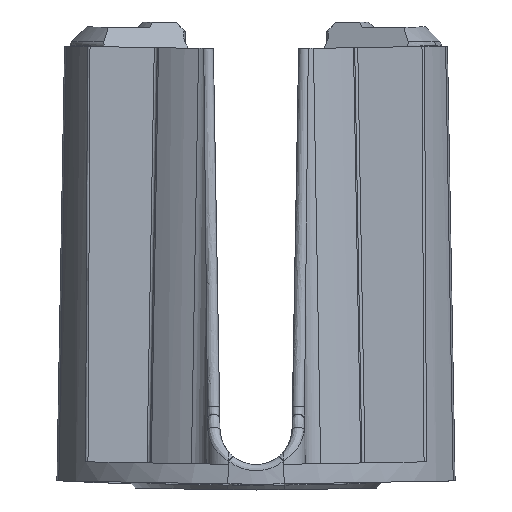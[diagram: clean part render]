
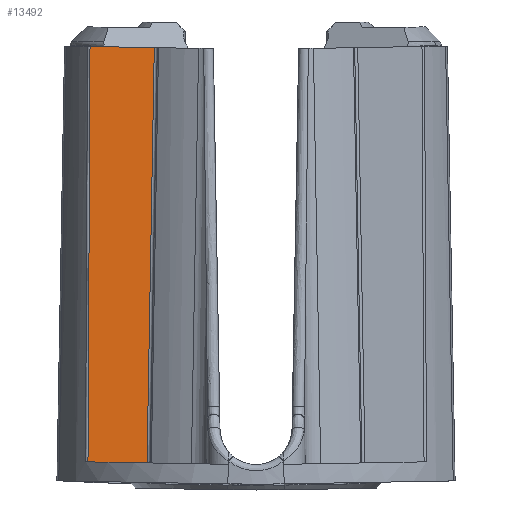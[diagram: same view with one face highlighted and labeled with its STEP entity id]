
A CAD part, left-side view. The second image highlights one B-rep face of the part: STEP entity #13492.
In plain terms, the highlighted planar face has unit normal (-1, 0, 0.017).
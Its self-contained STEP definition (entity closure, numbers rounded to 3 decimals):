
#452 = EDGE_LOOP ( 'NONE', ( #18710, #7899, #4106, #22604 ) ) ;
#1198 = CARTESIAN_POINT ( 'NONE',  ( -10.596, 10.532, 0.164 ) ) ;
#2938 = CARTESIAN_POINT ( 'NONE',  ( -10.002, 8.328, 34.131 ) ) ;
#4106 = ORIENTED_EDGE ( 'NONE', *, *, #27586, .T. ) ;
#6799 = VERTEX_POINT ( 'NONE', #14185 ) ;
#7899 = ORIENTED_EDGE ( 'NONE', *, *, #29173, .T. ) ;
#9338 = CARTESIAN_POINT ( 'NONE',  ( -10.2, 8.526, 22.799 ) ) ;
#9702 = FACE_OUTER_BOUND ( 'NONE', #452, .T. ) ;
#12716 = B_SPLINE_CURVE_WITH_KNOTS ( 'NONE', 3,
 ( #29471, #1198, #25582, #29265 ),
 .UNSPECIFIED., .F., .F.,
 ( 4, 4 ),
 ( 0., 1. ),
 .UNSPECIFIED. ) ;
#13492 = ADVANCED_FACE ( 'NONE', ( #9702 ), #34484, .T. ) ;
#14185 = CARTESIAN_POINT ( 'NONE',  ( -10.596, 8.921, 0.136 ) ) ;
#14940 = CARTESIAN_POINT ( 'NONE',  ( -10.596, 13.754, 0.22 ) ) ;
#15519 = CARTESIAN_POINT ( 'NONE',  ( -10.596, 8.921, 0.136 ) ) ;
#16376 = CARTESIAN_POINT ( 'NONE',  ( -10.002, 11.835, 34.192 ) ) ;
#16437 = VERTEX_POINT ( 'NONE', #35708 ) ;
#18710 = ORIENTED_EDGE ( 'NONE', *, *, #25706, .F. ) ;
#19274 = CARTESIAN_POINT ( 'NONE',  ( -10.002, 10.081, 34.161 ) ) ;
#21055 = VERTEX_POINT ( 'NONE', #25042 ) ;
#21932 = CARTESIAN_POINT ( 'NONE',  ( -10.398, 8.723, 11.467 ) ) ;
#22293 = DIRECTION ( 'NONE',  ( 0.017, -0.017, 1. ) ) ;
#22604 = ORIENTED_EDGE ( 'NONE', *, *, #33457, .F. ) ;
#24661 = CARTESIAN_POINT ( 'NONE',  ( -10.398, 13.699, 11.554 ) ) ;
#24981 = DIRECTION ( 'NONE',  ( -1., 0., 0.017 ) ) ;
#25042 = CARTESIAN_POINT ( 'NONE',  ( -10.596, 13.754, 0.22 ) ) ;
#25582 = CARTESIAN_POINT ( 'NONE',  ( -10.596, 12.143, 0.192 ) ) ;
#25706 = EDGE_CURVE ( 'NONE', #16437, #6799, #33821, .T. ) ;
#26724 = AXIS2_PLACEMENT_3D ( 'NONE', #31366, #24981, #22293 ) ;
#27586 = EDGE_CURVE ( 'NONE', #30451, #21055, #33213, .T. ) ;
#28290 = CARTESIAN_POINT ( 'NONE',  ( -10.002, 13.588, 34.223 ) ) ;
#29173 = EDGE_CURVE ( 'NONE', #16437, #30451, #31070, .T. ) ;
#29265 = CARTESIAN_POINT ( 'NONE',  ( -10.596, 13.754, 0.22 ) ) ;
#29370 = CARTESIAN_POINT ( 'NONE',  ( -10.002, 13.588, 34.223 ) ) ;
#29471 = CARTESIAN_POINT ( 'NONE',  ( -10.596, 8.921, 0.136 ) ) ;
#30451 = VERTEX_POINT ( 'NONE', #28290 ) ;
#30843 = CARTESIAN_POINT ( 'NONE',  ( -10.2, 13.643, 22.888 ) ) ;
#31070 = B_SPLINE_CURVE_WITH_KNOTS ( 'NONE', 3,
 ( #35393, #19274, #16376, #29370 ),
 .UNSPECIFIED., .F., .F.,
 ( 4, 4 ),
 ( 0., 1. ),
 .UNSPECIFIED. ) ;
#31366 = CARTESIAN_POINT ( 'NONE',  ( -10.596, 15.107, 0.244 ) ) ;
#33213 = B_SPLINE_CURVE_WITH_KNOTS ( 'NONE', 3,
 ( #34157, #30843, #24661, #14940 ),
 .UNSPECIFIED., .F., .F.,
 ( 4, 4 ),
 ( 0., 1. ),
 .UNSPECIFIED. ) ;
#33457 = EDGE_CURVE ( 'NONE', #6799, #21055, #12716, .T. ) ;
#33821 = B_SPLINE_CURVE_WITH_KNOTS ( 'NONE', 3,
 ( #2938, #9338, #21932, #15519 ),
 .UNSPECIFIED., .F., .F.,
 ( 4, 4 ),
 ( 0., 1. ),
 .UNSPECIFIED. ) ;
#34157 = CARTESIAN_POINT ( 'NONE',  ( -10.002, 13.588, 34.223 ) ) ;
#34484 = PLANE ( 'NONE',  #26724 ) ;
#35393 = CARTESIAN_POINT ( 'NONE',  ( -10.002, 8.328, 34.131 ) ) ;
#35708 = CARTESIAN_POINT ( 'NONE',  ( -10.002, 8.328, 34.131 ) ) ;
